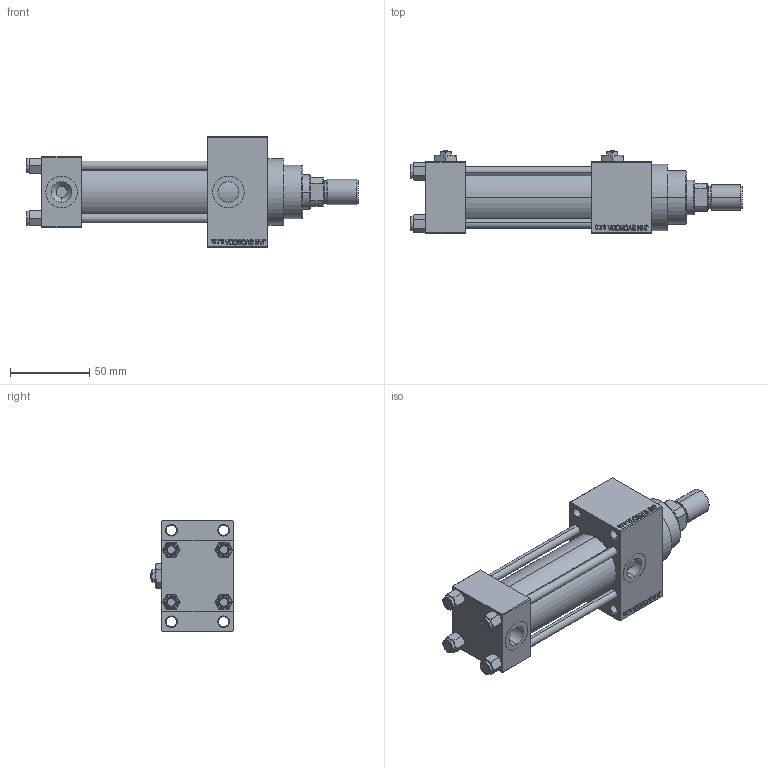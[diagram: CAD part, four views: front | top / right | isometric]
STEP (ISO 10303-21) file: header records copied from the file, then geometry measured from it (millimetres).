
FILE_DESCRIPTION (( 'STEP AP203' ), '1' );
FILE_NAME ('bb01.STEP', '2025-10-08T11:11:07', ( '' ), ( '' ), 'SwSTEP 2.0', 'SolidWorks 2019', '' );
FILE_SCHEMA (( 'CONFIG_CONTROL_DESIGN' ));
Length unit declared in the file: millimetre
Products named in the file (8): V215CR_VCP_D b81f6691ec933036e6e9d2cbf86a986d; V215CR_D_Body b81f6691ec933036e6e9d2cbf86a986d; Zatka_pro_OIL_PORT b81f6691ec933036e6e9d2cbf86a986d; NUT_M5_D b81f6691ec933036e6e9d2cbf86a986d; bb01; V215CR_D_TYCINKA b81f6691ec933036e6e9d2cbf86a986d; V215_VC_A b81f6691ec933036e6e9d2cbf86a986d; ROD_END_AH b81f6691ec933036e6e9d2cbf86a986d
Assembly tree (14 placements, depth 2):
  bb01
    V215CR_D_Body b81f6691ec933036e6e9d2cbf86a986d
    V215CR_VCP_D b81f6691ec933036e6e9d2cbf86a986d
    NUT_M5_D b81f6691ec933036e6e9d2cbf86a986d  x4
    V215CR_D_TYCINKA b81f6691ec933036e6e9d2cbf86a986d  x4
    V215_VC_A b81f6691ec933036e6e9d2cbf86a986d
    ROD_END_AH b81f6691ec933036e6e9d2cbf86a986d
    Zatka_pro_OIL_PORT b81f6691ec933036e6e9d2cbf86a986d  x2
Bounding box: 210 x 52 x 70 mm (x, y, z)
Volume: 272370.2 mm3; surface area: 93673.7 mm2
Topology: 14 solids, 14 shells, 1216 faces, 2994 edges, 1925 vertices
Faces by surface type: plane 546, bspline 368, cone 188, cylinder 104, torus 10
Entity records: 49552 total; most frequent: CARTESIAN_POINT 25699, ORIENTED_EDGE 5288, DIRECTION 3500, EDGE_CURVE 2644, VERTEX_POINT 1723, LINE 1556, VECTOR 1556, EDGE_LOOP 1195
